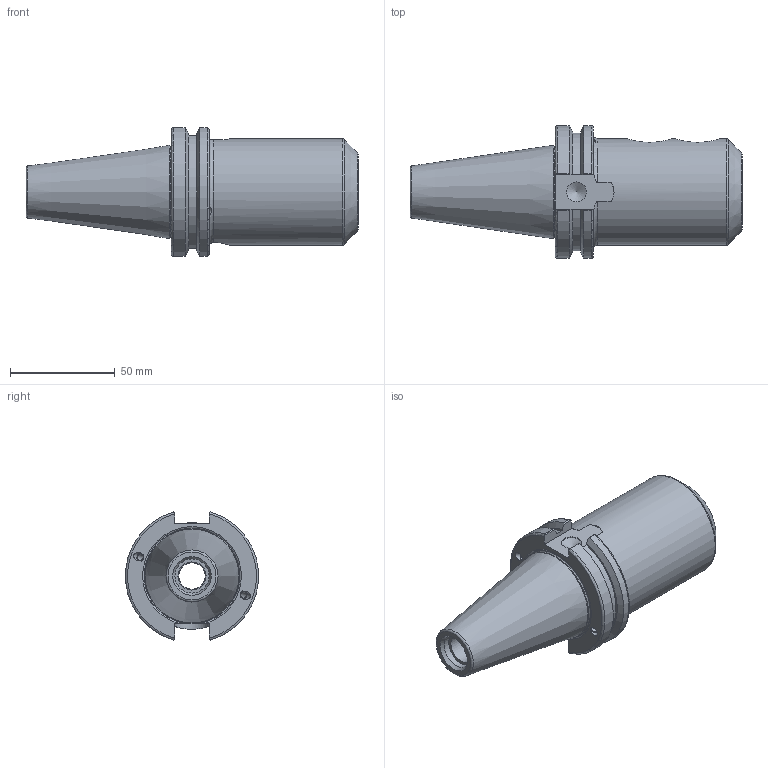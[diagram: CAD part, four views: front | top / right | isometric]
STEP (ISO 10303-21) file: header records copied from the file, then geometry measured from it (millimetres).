
FILE_DESCRIPTION(/* description */ (''),/* implementation_level */ '2;1');
FILE_NAME(/* name */ 'AB032.stp',/* time_stamp */ '2025-03-19T10:25:17+09:00',/* author */ ('YSH'),/* organization */ (''),/* preprocessor_version */ 'ST-DEVELOPER v20',/* originating_system */ 'Autodesk Inventor 2025',/* authorisation */ '');
FILE_SCHEMA (('AUTOMOTIVE_DESIGN { 1 0 10303 214 3 1 1 }'));
Length unit declared in the file: millimetre
Products named in the file (1): LO-CCT40ADB-SLA25.4-90
Bounding box: 158.25 x 63.26 x 61.09 mm (x, y, z)
Volume: 201328.6 mm3; surface area: 37918 mm2
Topology: 1 solids, 1 shells, 89 faces, 250 edges, 167 vertices
Faces by surface type: plane 33, cylinder 30, cone 15, torus 11
Full cylindrical faces by diameter (mm): 3.242 x8, 4 x4, 9.525 x1, 12.573 x1, 13.386 x1, 16.3 x1, 17.323 x2, 25.4 x1, 26.6 x1, 43.8 x1, 50.8 x1
Entity records: 3345 total; most frequent: CARTESIAN_POINT 1026, ORIENTED_EDGE 494, DIRECTION 464, EDGE_CURVE 247, AXIS2_PLACEMENT_3D 191, VERTEX_POINT 167, EDGE_LOOP 110, FACE_OUTER_BOUND 89
